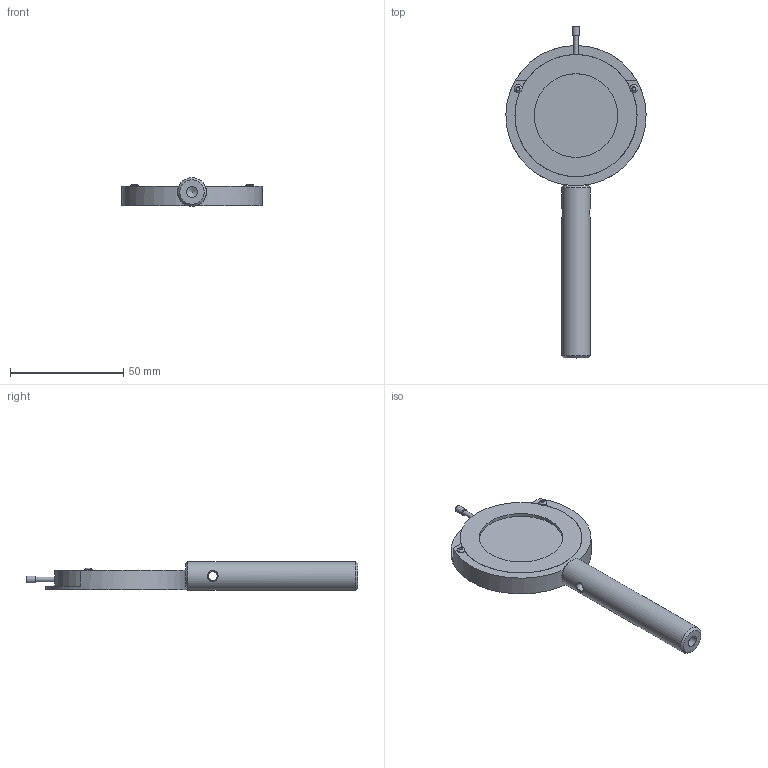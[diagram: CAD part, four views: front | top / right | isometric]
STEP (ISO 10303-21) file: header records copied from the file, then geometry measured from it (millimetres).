
FILE_DESCRIPTION (( 'STEP AP203' ), '1' );
FILE_NAME ('ID0037M.STEP', '2023-08-01T01:39:14', ( '' ), ( '' ), 'SwSTEP 2.0', 'SolidWorks 2022', '' );
FILE_SCHEMA (( 'CONFIG_CONTROL_DESIGN' ));
Length unit declared in the file: millimetre
Products named in the file (1): ID0037M
Bounding box: 61.99 x 146.74 x 12.7 mm (x, y, z)
Volume: 28044.6 mm3; surface area: 14590.9 mm2
Topology: 5 solids, 5 shells, 65 faces, 127 edges, 83 vertices
Faces by surface type: plane 36, cylinder 19, cone 6, sphere 2, bspline 2
Full cylindrical faces by diameter (mm): 1.6 x2, 2 x3, 3 x1, 3.3 x2, 3.5 x2, 4 x1, 5 x1, 12.7 x1, 37 x2, 50 x1, 54 x2
Entity records: 2001 total; most frequent: CARTESIAN_POINT 699, DIRECTION 260, ORIENTED_EDGE 190, EDGE_LOOP 106, AXIS2_PLACEMENT_3D 106, EDGE_CURVE 95, FACE_OUTER_BOUND 87, VERTEX_POINT 77
